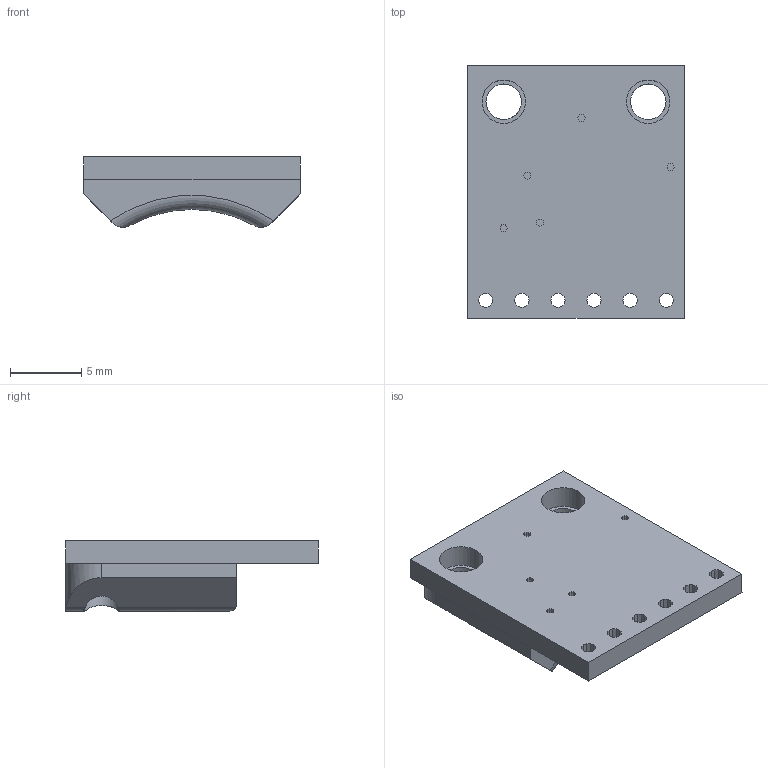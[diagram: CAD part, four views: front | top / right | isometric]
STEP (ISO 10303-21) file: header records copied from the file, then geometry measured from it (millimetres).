
FILE_DESCRIPTION( ( '' ), ' ' );
FILE_NAME( '5a8bdddf252dd70fe999ef90.step', '2018-02-20T08:35:44', ( '' ), ( '' ), ' ', ' ', ' ' );
FILE_SCHEMA( ( 'AUTOMOTIVE_DESIGN { 1 0 10303 214 1 1 1 1 }' ) );
Length unit declared in the file: metre
Products named in the file (3): Assem1; ADXL335_Breakout001; Part 1
Assembly tree (2 placements, depth 2):
  Assem1
    ADXL335_Breakout001
    Part 1
Bounding box: 15.24 x 17.78 x 4.96 mm (x, y, z)
Volume: 817.3 mm3; surface area: 1185.8 mm2
Topology: 2 solids, 2 shells, 157 faces, 467 edges, 312 vertices
Faces by surface type: plane 145, cylinder 11, torus 1
Full cylindrical faces by diameter (mm): 2.5 x2, 3.048 x2
Entity records: 6004 total; most frequent: CARTESIAN_POINT 1419, ORIENTED_EDGE 918, EDGE_CURVE 459, B_SPLINE_CURVE_WITH_KNOTS 420, DIRECTION 376, VERTEX_POINT 308, EDGE_LOOP 189, AXIS2_PLACEMENT_3D 177
